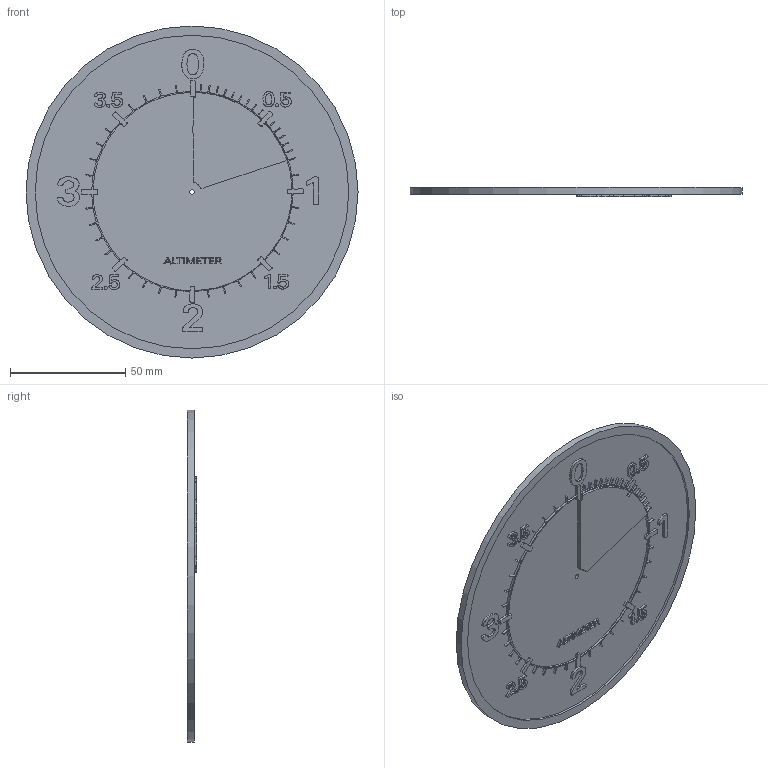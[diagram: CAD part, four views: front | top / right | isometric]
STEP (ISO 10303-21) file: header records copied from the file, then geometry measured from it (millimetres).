
FILE_DESCRIPTION(/* description */ ('','CAx-IF Rec.Pracs.---Representation and Presentation of Product Manufacturing Information (PMI)---4.0---2014-10-13'),/* implementation_level */ '2;1');
FILE_NAME(/* name */ 'barigo-face.step',/* time_stamp */ '2025-01-07T20:41:52+01:00',/* author */ (''),/* organization */ (''),/* preprocessor_version */ 'ST-DEVELOPER v20',/* originating_system */ 'Autodesk Translation Framework v13.20.0.188',/* authorisation */ '');
FILE_SCHEMA (('AP242_MANAGED_MODEL_BASED_3D_ENGINEERING_MIM_LF { 1 0 10303 442 1 1 4 }'));
Length unit declared in the file: millimetre
Products named in the file (1): barigo
Bounding box: 144 x 4 x 144 mm (x, y, z)
Volume: 37211.8 mm3; surface area: 36270.7 mm2
Topology: 4 solids, 4 shells, 944 faces, 2707 edges, 1806 vertices
Faces by surface type: bspline 822, plane 119, cylinder 3
Full cylindrical faces by diameter (mm): 2 x1, 136 x1, 144 x1
Entity records: 32728 total; most frequent: CARTESIAN_POINT 16362, ORIENTED_EDGE 5414, EDGE_CURVE 2707, VERTEX_POINT 1806, DIRECTION 1241, EDGE_LOOP 991, LINE 983, VECTOR 983
